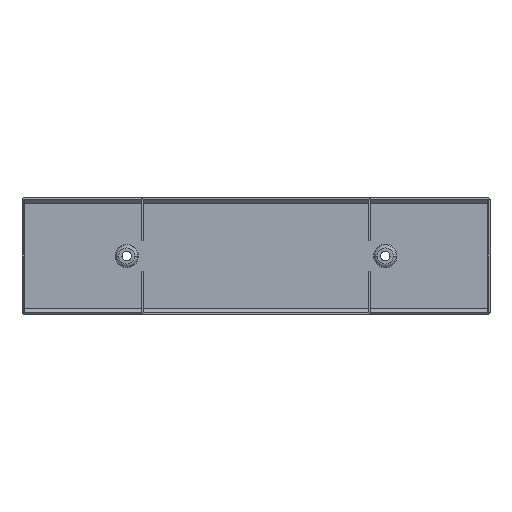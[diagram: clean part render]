
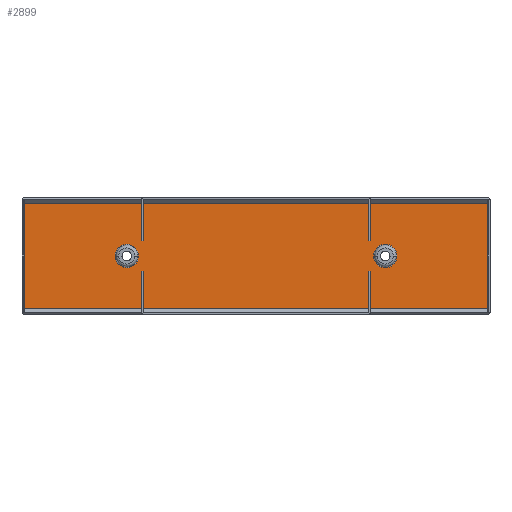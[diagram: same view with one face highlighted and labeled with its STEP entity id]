
A CAD part, left-side view. The second image highlights one B-rep face of the part: STEP entity #2899.
In plain terms, the highlighted planar face has unit normal (-1, 0, 0).
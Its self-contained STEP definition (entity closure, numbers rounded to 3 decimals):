
#879=CARTESIAN_POINT('Vertex',(-1.5,-193.5,-43.882)) ;
#898=CARTESIAN_POINT('Line Origine',(-1.5,-193.5,-0.354)) ;
#902=CARTESIAN_POINT('Vertex',(-1.5,-193.5,43.882)) ;
#973=CARTESIAN_POINT('Line Origine',(-1.5,0.,43.882)) ;
#977=CARTESIAN_POINT('Vertex',(-1.5,193.5,43.882)) ;
#1036=CARTESIAN_POINT('Line Origine',(-1.5,193.5,-0.354)) ;
#1040=CARTESIAN_POINT('Vertex',(-1.5,193.5,-43.882)) ;
#1184=CARTESIAN_POINT('Line Origine',(-1.5,-0.001,-43.882)) ;
#2798=CARTESIAN_POINT('Vertex',(-1.5,-117.8,0.)) ;
#2801=CARTESIAN_POINT('Axis2P3D Location',(-1.5,-108.,0.)) ;
#2805=CARTESIAN_POINT('Vertex',(-1.5,-98.2,0.)) ;
#2830=CARTESIAN_POINT('Axis2P3D Location',(-1.5,-108.,0.)) ;
#2842=CARTESIAN_POINT('Axis2P3D Location',(-1.5,0.,44.711)) ;
#2854=CARTESIAN_POINT('Control Point',(-1.5,98.2,0.)) ;
#2855=CARTESIAN_POINT('Control Point',(-1.5,98.2,-1.539)) ;
#2856=CARTESIAN_POINT('Control Point',(-1.5,98.502,-3.079)) ;
#2857=CARTESIAN_POINT('Control Point',(-1.5,99.107,-4.539)) ;
#2858=CARTESIAN_POINT('Control Point',(-1.5,100.857,-7.143)) ;
#2859=CARTESIAN_POINT('Control Point',(-1.5,103.461,-8.893)) ;
#2860=CARTESIAN_POINT('Control Point',(-1.5,104.921,-9.498)) ;
#2861=CARTESIAN_POINT('Control Point',(-1.5,108.,-10.102)) ;
#2862=CARTESIAN_POINT('Control Point',(-1.5,111.079,-9.498)) ;
#2863=CARTESIAN_POINT('Control Point',(-1.5,112.539,-8.893)) ;
#2864=CARTESIAN_POINT('Control Point',(-1.5,115.143,-7.143)) ;
#2865=CARTESIAN_POINT('Control Point',(-1.5,116.893,-4.539)) ;
#2866=CARTESIAN_POINT('Control Point',(-1.5,117.498,-3.079)) ;
#2867=CARTESIAN_POINT('Control Point',(-1.5,117.8,-1.539)) ;
#2868=CARTESIAN_POINT('Control Point',(-1.5,117.8,0.)) ;
#2869=CARTESIAN_POINT('Vertex',(-1.5,98.2,0.)) ;
#2871=CARTESIAN_POINT('Vertex',(-1.5,117.8,0.)) ;
#2875=CARTESIAN_POINT('Control Point',(-1.5,117.8,0.)) ;
#2876=CARTESIAN_POINT('Control Point',(-1.5,117.8,1.539)) ;
#2877=CARTESIAN_POINT('Control Point',(-1.5,117.498,3.079)) ;
#2878=CARTESIAN_POINT('Control Point',(-1.5,116.893,4.539)) ;
#2879=CARTESIAN_POINT('Control Point',(-1.5,115.143,7.143)) ;
#2880=CARTESIAN_POINT('Control Point',(-1.5,112.539,8.893)) ;
#2881=CARTESIAN_POINT('Control Point',(-1.5,111.079,9.498)) ;
#2882=CARTESIAN_POINT('Control Point',(-1.5,108.,10.102)) ;
#2883=CARTESIAN_POINT('Control Point',(-1.5,104.921,9.498)) ;
#2884=CARTESIAN_POINT('Control Point',(-1.5,103.461,8.893)) ;
#2885=CARTESIAN_POINT('Control Point',(-1.5,100.857,7.143)) ;
#2886=CARTESIAN_POINT('Control Point',(-1.5,99.107,4.539)) ;
#2887=CARTESIAN_POINT('Control Point',(-1.5,98.502,3.079)) ;
#2888=CARTESIAN_POINT('Control Point',(-1.5,98.2,1.539)) ;
#2889=CARTESIAN_POINT('Control Point',(-1.5,98.2,0.)) ;
#899=DIRECTION('Vector Direction',(0.,0.,1.)) ;
#974=DIRECTION('Vector Direction',(0.,1.,0.)) ;
#1037=DIRECTION('Vector Direction',(0.,0.,1.)) ;
#1185=DIRECTION('Vector Direction',(0.,1.,0.)) ;
#2802=DIRECTION('Axis2P3D Direction',(1.,-0.,0.)) ;
#2831=DIRECTION('Axis2P3D Direction',(1.,0.,-0.)) ;
#2843=DIRECTION('Axis2P3D Direction',(1.,0.,-0.)) ;
#2844=DIRECTION('Axis2P3D XDirection',(-0.,0.,-1.)) ;
#2803=AXIS2_PLACEMENT_3D('Circle Axis2P3D',#2801,#2802,$) ;
#2832=AXIS2_PLACEMENT_3D('Circle Axis2P3D',#2830,#2831,$) ;
#2845=AXIS2_PLACEMENT_3D('Plane Axis2P3D',#2842,#2843,#2844) ;
#2848=ORIENTED_EDGE('',*,*,#904,.F.) ;
#2849=ORIENTED_EDGE('',*,*,#979,.F.) ;
#2850=ORIENTED_EDGE('',*,*,#1042,.F.) ;
#2851=ORIENTED_EDGE('',*,*,#1188,.T.) ;
#2892=ORIENTED_EDGE('',*,*,#2873,.T.) ;
#2893=ORIENTED_EDGE('',*,*,#2890,.T.) ;
#2896=ORIENTED_EDGE('',*,*,#2807,.T.) ;
#2897=ORIENTED_EDGE('',*,*,#2834,.T.) ;
#2894=FACE_BOUND('',#2891,.T.) ;
#2898=FACE_BOUND('',#2895,.T.) ;
#900=VECTOR('Line Direction',#899,1.) ;
#975=VECTOR('Line Direction',#974,1.) ;
#1038=VECTOR('Line Direction',#1037,1.) ;
#1186=VECTOR('Line Direction',#1185,1.) ;
#2899=ADVANCED_FACE('PartBody',(#2852,#2894,#2898),#2846,.F.) ;
#2853=B_SPLINE_CURVE_WITH_KNOTS('',5,(#2854,#2855,#2856,#2857,#2858,#2859,#2860,#2861,#2862,#2863,#2864,#2865,#2866,#2867,#2868),.UNSPECIFIED.,.F.,.U.,(6,3,3,3,6),(-15.394,-7.697,0.,7.697,15.394),.UNSPECIFIED.) ;
#2874=B_SPLINE_CURVE_WITH_KNOTS('',5,(#2875,#2876,#2877,#2878,#2879,#2880,#2881,#2882,#2883,#2884,#2885,#2886,#2887,#2888,#2889),.UNSPECIFIED.,.F.,.U.,(6,3,3,3,6),(15.394,23.091,30.788,38.485,46.181),.UNSPECIFIED.) ;
#2804=CIRCLE('generated circle',#2803,9.8) ;
#2833=CIRCLE('generated circle',#2832,9.8) ;
#904=EDGE_CURVE('',#903,#880,#901,.F.) ;
#979=EDGE_CURVE('',#978,#903,#976,.F.) ;
#1042=EDGE_CURVE('',#1041,#978,#1039,.T.) ;
#1188=EDGE_CURVE('',#1041,#880,#1187,.F.) ;
#2807=EDGE_CURVE('',#2806,#2799,#2804,.T.) ;
#2834=EDGE_CURVE('',#2799,#2806,#2833,.T.) ;
#2873=EDGE_CURVE('',#2870,#2872,#2853,.T.) ;
#2890=EDGE_CURVE('',#2872,#2870,#2874,.T.) ;
#2847=EDGE_LOOP('',(#2848,#2849,#2850,#2851)) ;
#2891=EDGE_LOOP('',(#2892,#2893)) ;
#2895=EDGE_LOOP('',(#2896,#2897)) ;
#2852=FACE_OUTER_BOUND('',#2847,.T.) ;
#901=LINE('Line',#898,#900) ;
#976=LINE('Line',#973,#975) ;
#1039=LINE('Line',#1036,#1038) ;
#1187=LINE('Line',#1184,#1186) ;
#2846=PLANE('',#2845) ;
#880=VERTEX_POINT('',#879) ;
#903=VERTEX_POINT('',#902) ;
#978=VERTEX_POINT('',#977) ;
#1041=VERTEX_POINT('',#1040) ;
#2799=VERTEX_POINT('',#2798) ;
#2806=VERTEX_POINT('',#2805) ;
#2870=VERTEX_POINT('',#2869) ;
#2872=VERTEX_POINT('',#2871) ;
